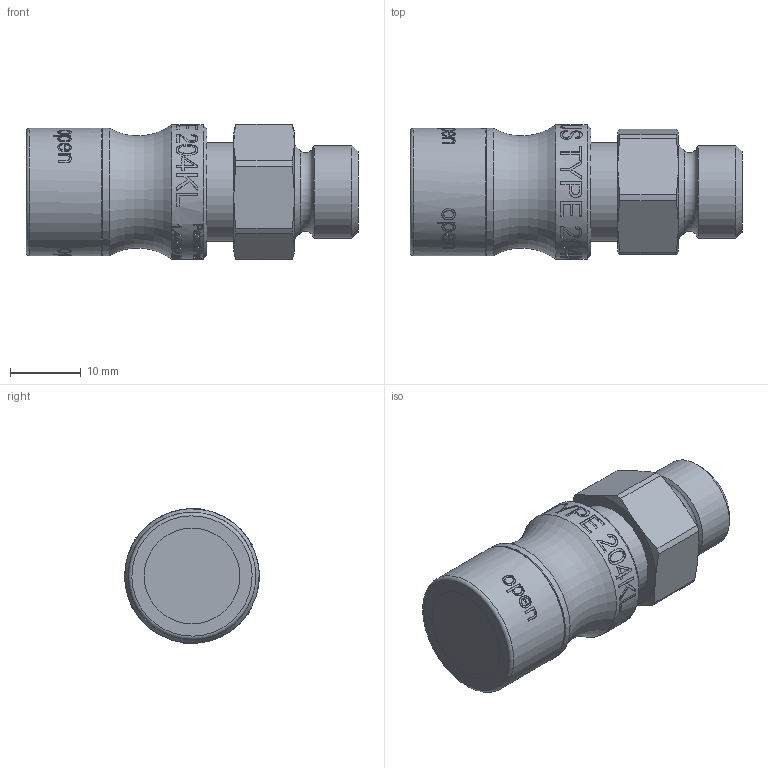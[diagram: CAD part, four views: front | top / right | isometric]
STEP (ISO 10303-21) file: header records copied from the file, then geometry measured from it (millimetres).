
FILE_DESCRIPTION((''),'2;1');
FILE_NAME('204klaw13evx.stp','2014-04-09T12:41:54',('IA176480'),(''),'Autodesk Inventor 2013','Autodesk Inventor 2013','');
FILE_SCHEMA(('AUTOMOTIVE_DESIGN { 1 0 10303 214 1 1 1 1 }'));
Length unit declared in the file: millimetre
Products named in the file (1): D110028
Bounding box: 46.92 x 19 x 19.13 mm (x, y, z)
Volume: 8837.3 mm3; surface area: 6055.8 mm2
Topology: 1 solids, 3 shells, 807 faces, 2077 edges, 1372 vertices
Faces by surface type: plane 339, bspline 307, cylinder 118, cone 37, torus 6
Full cylindrical faces by diameter (mm): 11.3 x1, 12 x2, 12.5 x2, 12.7 x1, 13 x1, 13.157 x1, 13.526 x2, 14 x1, 14.05 x1, 14.2 x1, 14.6 x1, 14.8 x1, 16.35 x2, 17 x3, 17.2 x1, 18 x2, 19 x1
Entity records: 111133 total; most frequent: CARTESIAN_POINT 93531, ORIENTED_EDGE 4010, DIRECTION 2350, EDGE_CURVE 2005, VERTEX_POINT 1358, EDGE_LOOP 963, B_SPLINE_CURVE_WITH_KNOTS 910, FACE_OUTER_BOUND 806
